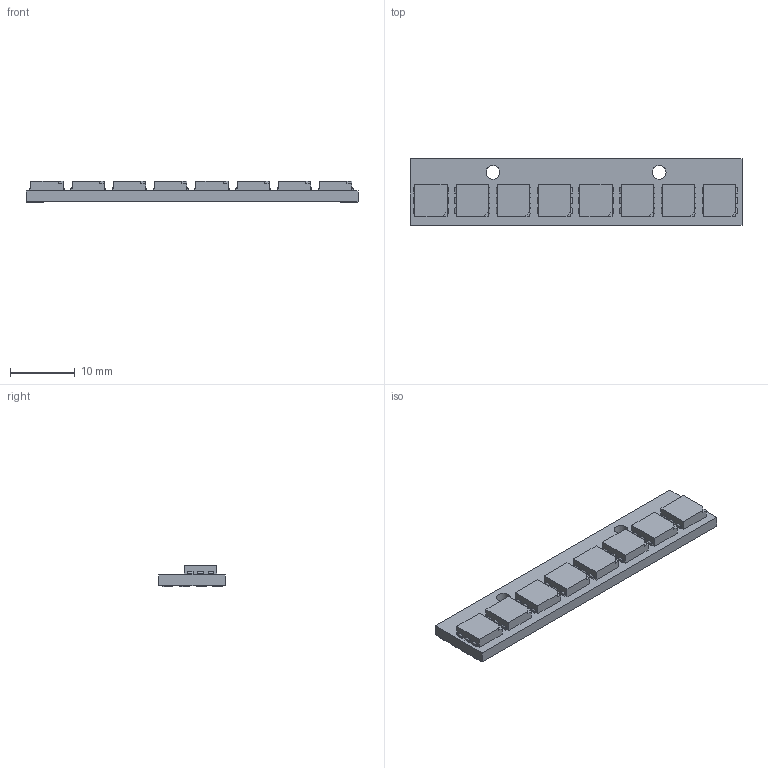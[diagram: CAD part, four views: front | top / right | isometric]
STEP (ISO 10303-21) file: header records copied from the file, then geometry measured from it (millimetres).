
FILE_DESCRIPTION(/* description */ (''),/* implementation_level */ '2;1');
FILE_NAME(/* name */ 'NeoPixel Stick.step',/* time_stamp */ '2022-09-10T18:10:26-04:00',/* author */ (''),/* organization */ (''),/* preprocessor_version */ 'ST-DEVELOPER v19',/* originating_system */ 'Autodesk Translation Framework v11.7.0.108',/* authorisation */ '');
FILE_SCHEMA (('AUTOMOTIVE_DESIGN { 1 0 10303 214 3 1 1 }'));
Length unit declared in the file: millimetre
Products named in the file (5): NeoPixel Stick; NeoPixel Stick - 8 x WS2812 5050 RGB LED v2; NeoPixel Stick - 8 x WS2812 5050 RGB LED v2 (1); LED - SMD RGB (WS2812); Solder Pads
Assembly tree (11 placements, depth 3):
  NeoPixel Stick
    NeoPixel Stick - 8 x WS2812 5050 RGB LED v2
    NeoPixel Stick - 8 x WS2812 5050 RGB LED v2 (1)
      LED - SMD RGB (WS2812)  x8
    Solder Pads
Bounding box: 51.1 x 10.22 x 3.27 mm (x, y, z)
Volume: 1180.4 mm3; surface area: 2018.6 mm2
Topology: 17 solids, 17 shells, 472 faces, 1290 edges, 860 vertices
Faces by surface type: plane 318, cylinder 154
Full cylindrical faces by diameter (mm): 1.146 x8, 2.109 x2
Entity records: 3418 total; most frequent: CARTESIAN_POINT 560, DIRECTION 553, ORIENTED_EDGE 522, EDGE_CURVE 261, LINE 219, VECTOR 219, VERTEX_POINT 174, AXIS2_PLACEMENT_3D 167
